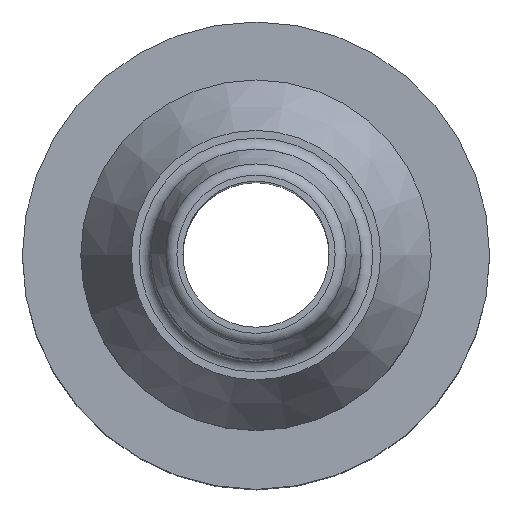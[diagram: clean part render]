
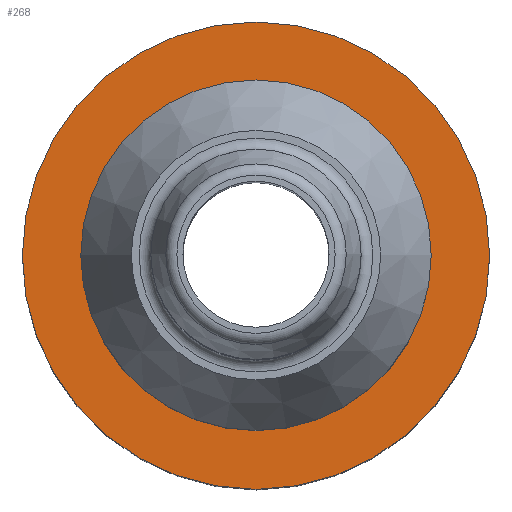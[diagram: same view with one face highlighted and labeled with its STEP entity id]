
A CAD part, top view. The second image highlights one B-rep face of the part: STEP entity #268.
In plain terms, the highlighted planar face has unit normal (0, 0, 1).
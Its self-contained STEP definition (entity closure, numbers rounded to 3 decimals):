
#53=ORIENTED_EDGE('',*,*,#94,.T.);
#54=ORIENTED_EDGE('',*,*,#93,.F.);
#93=EDGE_CURVE('',#117,#117,#141,.T.);
#94=EDGE_CURVE('',#118,#118,#142,.T.);
#117=VERTEX_POINT('',#469);
#118=VERTEX_POINT('',#472);
#141=CIRCLE('',#313,4.);
#142=CIRCLE('',#315,2.75);
#173=EDGE_LOOP('',(#53));
#174=EDGE_LOOP('',(#54));
#221=FACE_BOUND('',#173,.T.);
#222=FACE_BOUND('',#174,.T.);
#256=PLANE('',#314);
#268=ADVANCED_FACE('',(#221,#222),#256,.T.);
#313=AXIS2_PLACEMENT_3D('',#468,#379,#380);
#314=AXIS2_PLACEMENT_3D('',#470,#381,#382);
#315=AXIS2_PLACEMENT_3D('',#471,#383,#384);
#379=DIRECTION('',(0.,0.,-1.));
#380=DIRECTION('',(-1.,0.,0.));
#381=DIRECTION('',(0.,0.,1.));
#382=DIRECTION('',(1.,0.,0.));
#383=DIRECTION('',(0.,0.,-1.));
#384=DIRECTION('',(-1.,0.,0.));
#468=CARTESIAN_POINT('',(0.,0.,-14.2));
#469=CARTESIAN_POINT('',(-4.,0.,-14.2));
#470=CARTESIAN_POINT('',(0.,4.,-14.2));
#471=CARTESIAN_POINT('',(0.,0.,-14.2));
#472=CARTESIAN_POINT('',(-2.75,0.,-14.2));
